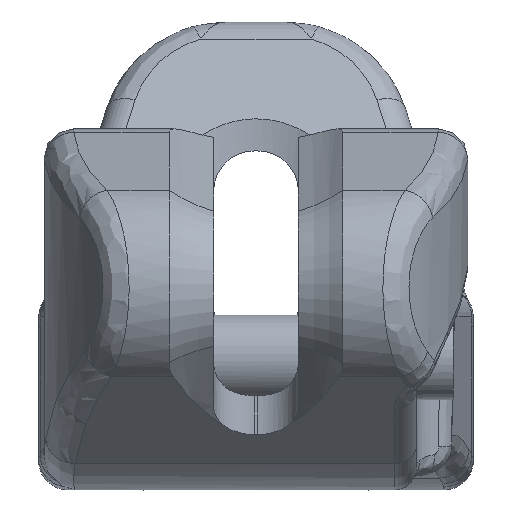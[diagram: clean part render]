
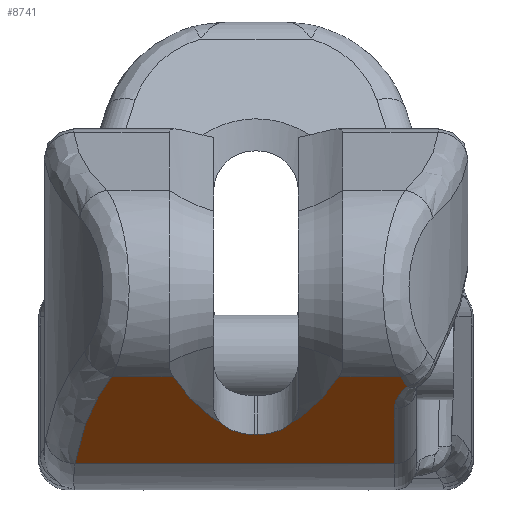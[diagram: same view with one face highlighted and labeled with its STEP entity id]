
A CAD part, front view. The second image highlights one B-rep face of the part: STEP entity #8741.
In plain terms, the highlighted planar face has unit normal (0, -0.5, -0.866).
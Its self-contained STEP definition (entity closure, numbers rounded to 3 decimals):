
#142=DIRECTION('',(1.,0.,0.));
#143=VECTOR('',#142,56.296);
#144=CARTESIAN_POINT('',(-31.921,-91.721,
-31.126));
#145=LINE('',#144,#143);
#352=DIRECTION('',(-1.,0.,0.));
#353=VECTOR('',#352,0.65);
#354=CARTESIAN_POINT('',(0.325,-100.676,-25.949));
#355=LINE('',#354,#353);
#435=CARTESIAN_POINT('',(-6.324,-104.359,
-23.821));
#436=CARTESIAN_POINT('',(-5.684,-103.243,
-24.466));
#437=CARTESIAN_POINT('',(-4.453,-101.946,
-25.215));
#438=CARTESIAN_POINT('',(-2.318,-100.907,
-25.816));
#439=CARTESIAN_POINT('',(-1.045,-100.676,
-25.949));
#440=CARTESIAN_POINT('',(-0.325,-100.676,
-25.949));
#442=CARTESIAN_POINT('',(-6.324,-104.359,
-23.821));
#1512=CARTESIAN_POINT('',(-14.627,-118.308,
-15.757));
#1514=CARTESIAN_POINT('',(-25.455,-118.308,
-15.757));
#1557=CARTESIAN_POINT('',(-31.921,-91.721,
-31.126));
#1558=CARTESIAN_POINT('',(-31.743,-94.018,
-29.798));
#1559=CARTESIAN_POINT('',(-31.204,-98.577,
-27.162));
#1560=CARTESIAN_POINT('',(-29.845,-105.329,
-23.26));
#1561=CARTESIAN_POINT('',(-27.95,-111.934,
-19.441));
#1562=CARTESIAN_POINT('',(-26.344,-116.204,
-16.973));
#1563=CARTESIAN_POINT('',(-25.455,-118.308,
-15.757));
#1578=DIRECTION('',(-1.,0.,0.));
#1579=VECTOR('',#1578,10.827);
#1580=CARTESIAN_POINT('',(-14.627,-118.308,
-15.757));
#1581=LINE('',#1580,#1579);
#1582=DIRECTION('',(1.,0.,0.));
#1583=VECTOR('',#1582,10.827);
#1584=CARTESIAN_POINT('',(14.627,-118.308,
-15.757));
#1585=LINE('',#1584,#1583);
#1586=CARTESIAN_POINT('',(24.375,-108.489,-21.433));
#1587=CARTESIAN_POINT('',(24.375,-108.893,
-21.199));
#1588=CARTESIAN_POINT('',(24.417,-109.737,
-20.712));
#1589=CARTESIAN_POINT('',(24.659,-111.151,
-19.894));
#1590=CARTESIAN_POINT('',(25.11,-112.597,
-19.059));
#1591=CARTESIAN_POINT('',(25.779,-114.012,
-18.24));
#1592=CARTESIAN_POINT('',(26.347,-114.872,
-17.743));
#1593=CARTESIAN_POINT('',(26.665,-115.286,
-17.504));
#1638=CARTESIAN_POINT('',(26.665,-115.286,
-17.504));
#1639=CARTESIAN_POINT('',(26.473,-115.793,
-17.211));
#1640=CARTESIAN_POINT('',(26.079,-116.804,
-16.626));
#1641=CARTESIAN_POINT('',(25.666,-117.808,
-16.046));
#1642=CARTESIAN_POINT('',(25.455,-118.308,
-15.757));
#1644=CARTESIAN_POINT('',(25.455,-118.308,
-15.757));
#1692=CARTESIAN_POINT('',(14.627,-118.308,
-15.757));
#1703=CARTESIAN_POINT('',(14.627,-118.308,
-15.757));
#1704=CARTESIAN_POINT('',(13.636,-115.781,
-17.218));
#1705=CARTESIAN_POINT('',(11.979,-112.079,
-19.358));
#1706=CARTESIAN_POINT('',(9.127,-107.472,
-22.021));
#1707=CARTESIAN_POINT('',(7.369,-105.34,
-23.253));
#1708=CARTESIAN_POINT('',(6.324,-104.359,
-23.821));
#1729=CARTESIAN_POINT('',(6.324,-104.359,
-23.821));
#1738=CARTESIAN_POINT('',(6.324,-104.359,
-23.821));
#1739=CARTESIAN_POINT('',(5.684,-103.243,
-24.466));
#1740=CARTESIAN_POINT('',(4.453,-101.946,
-25.215));
#1741=CARTESIAN_POINT('',(2.318,-100.907,
-25.816));
#1742=CARTESIAN_POINT('',(1.045,-100.676,
-25.949));
#1743=CARTESIAN_POINT('',(0.325,-100.676,
-25.949));
#2552=DIRECTION('',(0.,-0.866,0.5));
#2553=VECTOR('',#2552,19.368);
#2554=CARTESIAN_POINT('',(24.375,-91.721,-31.126));
#2555=LINE('',#2554,#2553);
#2636=CARTESIAN_POINT('',(-14.627,-118.308,
-15.757));
#2637=CARTESIAN_POINT('',(-13.636,-115.781,
-17.218));
#2638=CARTESIAN_POINT('',(-11.979,-112.079,
-19.358));
#2639=CARTESIAN_POINT('',(-9.127,-107.472,
-22.021));
#2640=CARTESIAN_POINT('',(-7.369,-105.34,
-23.253));
#2641=CARTESIAN_POINT('',(-6.324,-104.359,
-23.821));
#5645=VERTEX_POINT('',#1692);
#5654=VERTEX_POINT('',#1729);
#5655=VERTEX_POINT('',#1743);
#5691=VERTEX_POINT('',#1644);
#5803=VERTEX_POINT('',#1512);
#5812=VERTEX_POINT('',#442);
#5813=VERTEX_POINT('',#440);
#5849=VERTEX_POINT('',#1514);
#5851=VERTEX_POINT('',#1557);
#5895=VERTEX_POINT('',#1586);
#5896=VERTEX_POINT('',#1593);
#5915=CARTESIAN_POINT('',(24.375,-91.721,-31.126));
#5916=VERTEX_POINT('',#5915);
#8715=CARTESIAN_POINT('',(0.,-118.308,-15.757));
#8716=DIRECTION('',(0.,-0.5,-0.866));
#8717=DIRECTION('',(0.,0.866,-0.5));
#8718=AXIS2_PLACEMENT_3D('',#8715,#8716,#8717);
#8719=PLANE('',#8718);
#8721=ORIENTED_EDGE('',*,*,#8720,.F.);
#8723=ORIENTED_EDGE('',*,*,#8722,.F.);
#8724=ORIENTED_EDGE('',*,*,#7125,.F.);
#8725=ORIENTED_EDGE('',*,*,#8706,.T.);
#8726=ORIENTED_EDGE('',*,*,#8590,.F.);
#8728=ORIENTED_EDGE('',*,*,#8727,.T.);
#8729=ORIENTED_EDGE('',*,*,#7526,.T.);
#8730=ORIENTED_EDGE('',*,*,#7477,.F.);
#8732=ORIENTED_EDGE('',*,*,#8731,.F.);
#8734=ORIENTED_EDGE('',*,*,#8733,.F.);
#8736=ORIENTED_EDGE('',*,*,#8735,.T.);
#8738=ORIENTED_EDGE('',*,*,#8737,.F.);
#8739=EDGE_LOOP('',(#8721,#8723,#8724,#8725,#8726,#8728,#8729,#8730,#8732,#8734,
#8736,#8738));
#8740=FACE_OUTER_BOUND('',#8739,.F.);
#8741=ADVANCED_FACE('',(#8740),#8719,.T.);
#441=B_SPLINE_CURVE_WITH_KNOTS('',3,(#435,#436,#437,#438,#439,#440),
.UNSPECIFIED.,.F.,.F.,(4,1,1,4),(0.,0.5,0.75,1.),.UNSPECIFIED.);
#1564=B_SPLINE_CURVE_WITH_KNOTS('',3,(#1557,#1558,#1559,#1560,#1561,#1562,
#1563),.UNSPECIFIED.,.F.,.F.,(4,1,1,1,4),(0.,0.25,0.5,0.75,1.),
.UNSPECIFIED.);
#1594=B_SPLINE_CURVE_WITH_KNOTS('',3,(#1586,#1587,#1588,#1589,#1590,#1591,#1592,
#1593),.UNSPECIFIED.,.F.,.F.,(4,1,1,1,1,4),(0.,0.2,0.4,0.6,0.8,1.),
.UNSPECIFIED.);
#1643=B_SPLINE_CURVE_WITH_KNOTS('',3,(#1638,#1639,#1640,#1641,#1642),
.UNSPECIFIED.,.F.,.F.,(4,1,4),(0.,0.5,1.),.UNSPECIFIED.);
#1709=B_SPLINE_CURVE_WITH_KNOTS('',3,(#1703,#1704,#1705,#1706,#1707,#1708),
.UNSPECIFIED.,.F.,.F.,(4,1,1,4),(0.,0.5,0.75,1.),.UNSPECIFIED.);
#1744=B_SPLINE_CURVE_WITH_KNOTS('',3,(#1738,#1739,#1740,#1741,#1742,#1743),
.UNSPECIFIED.,.F.,.F.,(4,1,1,4),(0.,0.5,0.75,1.),.UNSPECIFIED.);
#2642=B_SPLINE_CURVE_WITH_KNOTS('',3,(#2636,#2637,#2638,#2639,#2640,#2641),
.UNSPECIFIED.,.F.,.F.,(4,1,1,4),(0.,0.5,0.75,1.),.UNSPECIFIED.);
#7125=EDGE_CURVE('',#5851,#5916,#145,.T.);
#7477=EDGE_CURVE('',#5655,#5813,#355,.T.);
#7526=EDGE_CURVE('',#5812,#5813,#441,.T.);
#8590=EDGE_CURVE('',#5803,#5849,#1581,.T.);
#8706=EDGE_CURVE('',#5851,#5849,#1564,.T.);
#8720=EDGE_CURVE('',#5895,#5896,#1594,.T.);
#8722=EDGE_CURVE('',#5916,#5895,#2555,.T.);
#8727=EDGE_CURVE('',#5803,#5812,#2642,.T.);
#8731=EDGE_CURVE('',#5654,#5655,#1744,.T.);
#8733=EDGE_CURVE('',#5645,#5654,#1709,.T.);
#8735=EDGE_CURVE('',#5645,#5691,#1585,.T.);
#8737=EDGE_CURVE('',#5896,#5691,#1643,.T.);
